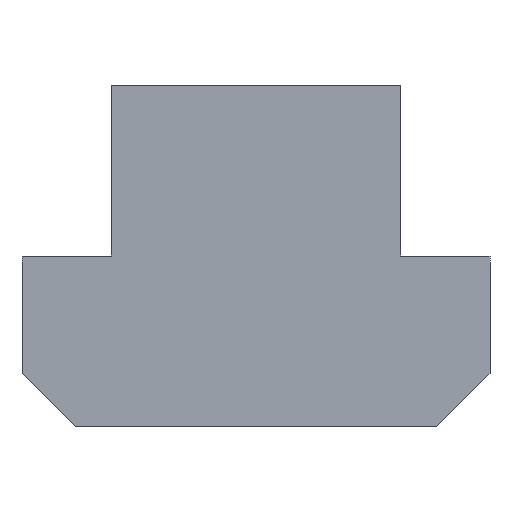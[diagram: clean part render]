
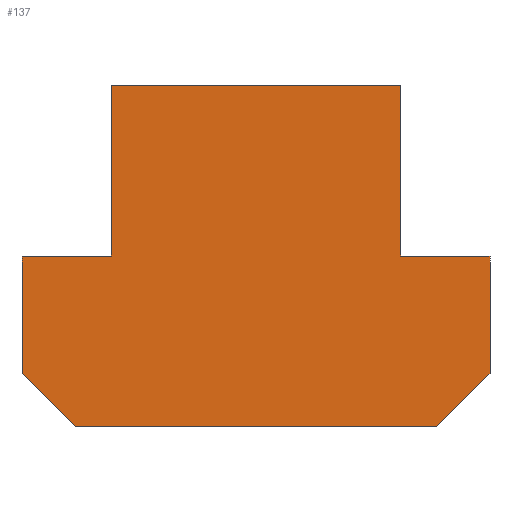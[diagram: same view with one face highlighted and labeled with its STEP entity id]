
A CAD part, front view. The second image highlights one B-rep face of the part: STEP entity #137.
In plain terms, the highlighted planar face has unit normal (0, -1, 0).
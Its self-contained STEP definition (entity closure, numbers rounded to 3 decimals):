
#107=VERTEX_POINT('',#289);
#109=VERTEX_POINT('',#291);
#113=EDGE_CURVE('',#129,#235,#296,.T.);
#129=VERTEX_POINT('',#313);
#131=EDGE_CURVE('',#153,#129,#315,.T.);
#137=ADVANCED_FACE('',(#322),#323,.T.);
#139=VERTEX_POINT('',#325);
#147=EDGE_CURVE('',#139,#153,#333,.T.);
#153=VERTEX_POINT('',#339);
#159=EDGE_CURVE('',#179,#107,#345,.T.);
#179=VERTEX_POINT('',#367);
#181=EDGE_CURVE('',#195,#179,#369,.T.);
#187=EDGE_CURVE('',#109,#211,#376,.T.);
#189=EDGE_CURVE('',#211,#195,#378,.T.);
#195=VERTEX_POINT('',#384);
#211=VERTEX_POINT('',#404);
#227=EDGE_CURVE('',#235,#251,#420,.T.);
#235=VERTEX_POINT('',#431);
#247=EDGE_CURVE('',#251,#109,#445,.T.);
#251=VERTEX_POINT('',#449);
#257=EDGE_CURVE('',#107,#139,#455,.T.);
#289=CARTESIAN_POINT('',(-6.8,-11.0,8.0));
#291=CARTESIAN_POINT('',(-8.5,-11.0,-8.0));
#296=LINE('',#487,#488);
#313=CARTESIAN_POINT('',(11.0,-11.0,0.0));
#315=LINE('',#513,#514);
#322=FACE_OUTER_BOUND('',#523,.T.);
#323=PLANE('',#524);
#325=CARTESIAN_POINT('',(6.8,-11.0,8.0));
#333=LINE('',#537,#538);
#339=CARTESIAN_POINT('',(6.8,-11.0,0.0));
#345=LINE('',#557,#558);
#367=CARTESIAN_POINT('',(-6.8,-11.0,0.0));
#369=LINE('',#593,#594);
#376=LINE('',#602,#603);
#378=LINE('',#606,#607);
#384=CARTESIAN_POINT('',(-11.,-11.0,0.0));
#404=CARTESIAN_POINT('',(-11.,-11.0,-5.5));
#420=LINE('',#662,#663);
#431=CARTESIAN_POINT('',(11.0,-11.0,-5.5));
#445=LINE('',#694,#695);
#449=CARTESIAN_POINT('',(8.5,-11.0,-8.0));
#455=LINE('',#710,#711);
#487=CARTESIAN_POINT('',(11.0,-11.0,-5.5));
#488=VECTOR('',#744,1.0);
#513=CARTESIAN_POINT('',(11.0,-11.0,0.0));
#514=VECTOR('',#757,1.0);
#523=EDGE_LOOP('',(#768,#769,#770,#771,#772,#773,#774,#775,#776,#777));
#524=AXIS2_PLACEMENT_3D('',#778,#779,#780);
#537=CARTESIAN_POINT('',(6.8,-11.0,0.0));
#538=VECTOR('',#782,1.0);
#557=CARTESIAN_POINT('',(-6.8,-11.0,8.0));
#558=VECTOR('',#786,1.0);
#593=CARTESIAN_POINT('',(-6.8,-11.0,0.0));
#594=VECTOR('',#813,1.0);
#602=CARTESIAN_POINT('',(-11.,-11.0,-5.5));
#603=VECTOR('',#822,1.0);
#606=CARTESIAN_POINT('',(-11.,-11.0,0.0));
#607=VECTOR('',#823,1.0);
#662=CARTESIAN_POINT('',(8.5,-11.0,-8.0));
#663=VECTOR('',#861,1.0);
#694=CARTESIAN_POINT('',(-8.5,-11.0,-8.0));
#695=VECTOR('',#907,1.0);
#710=CARTESIAN_POINT('',(6.8,-11.0,8.0));
#711=VECTOR('',#910,1.0);
#744=DIRECTION('',(0.0,0.,-1.0));
#757=DIRECTION('',(1.0,0.0,0.0));
#768=ORIENTED_EDGE('',*,*,#227,.F.);
#769=ORIENTED_EDGE('',*,*,#113,.F.);
#770=ORIENTED_EDGE('',*,*,#131,.F.);
#771=ORIENTED_EDGE('',*,*,#147,.F.);
#772=ORIENTED_EDGE('',*,*,#257,.F.);
#773=ORIENTED_EDGE('',*,*,#159,.F.);
#774=ORIENTED_EDGE('',*,*,#181,.F.);
#775=ORIENTED_EDGE('',*,*,#189,.F.);
#776=ORIENTED_EDGE('',*,*,#187,.F.);
#777=ORIENTED_EDGE('',*,*,#247,.F.);
#778=CARTESIAN_POINT('',(0.,-11.0,-0.564));
#779=DIRECTION('',(0.0,-1.0,0.));
#780=DIRECTION('',(1.0,0.0,0.0));
#782=DIRECTION('',(0.0,0.,-1.0));
#786=DIRECTION('',(0.0,0.,1.0));
#813=DIRECTION('',(1.0,0.0,0.0));
#822=DIRECTION('',(-0.707,0.,0.707));
#823=DIRECTION('',(0.0,0.,1.0));
#861=DIRECTION('',(-0.707,0.,-0.707));
#907=DIRECTION('',(-1.0,0.0,0.0));
#910=DIRECTION('',(1.0,0.0,0.0));
